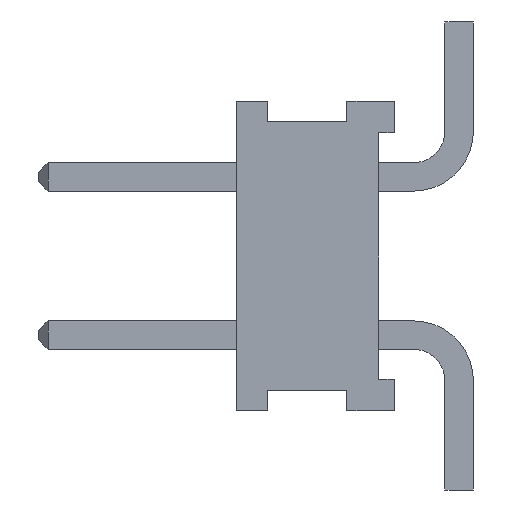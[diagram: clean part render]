
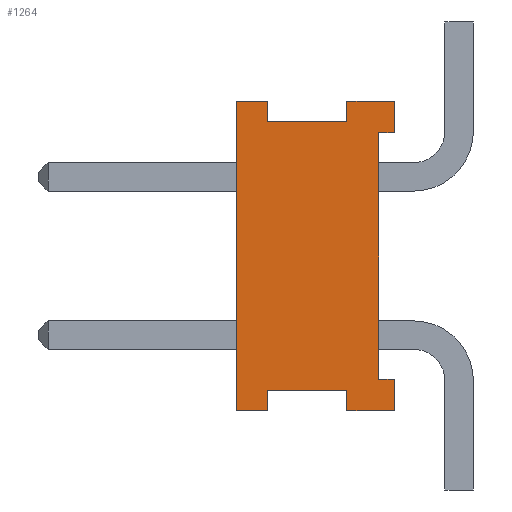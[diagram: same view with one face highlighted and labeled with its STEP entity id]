
A CAD part, left-side view. The second image highlights one B-rep face of the part: STEP entity #1264.
In plain terms, the highlighted planar face has unit normal (-1, 0, 0).
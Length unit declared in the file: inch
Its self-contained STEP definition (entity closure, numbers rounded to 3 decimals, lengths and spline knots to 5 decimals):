
#1264 = ADVANCED_FACE( '', ( #2632 ), #2633, .F. );
#2632 = FACE_OUTER_BOUND( '', #4042, .T. );
#2633 = PLANE( '', #4043 );
#4042 = EDGE_LOOP( '', ( #7736, #7737, #7738, #7739, #7740, #7741, #7742, #7743, #7744, #7745, #7746, #7747, #7748, #7749, #7750, #7751 ) );
#4043 = AXIS2_PLACEMENT_3D( '', #7752, #7753, #7754 );
#7736 = ORIENTED_EDGE( '', *, *, #9463, .T. );
#7737 = ORIENTED_EDGE( '', *, *, #9747, .F. );
#7738 = ORIENTED_EDGE( '', *, *, #9706, .F. );
#7739 = ORIENTED_EDGE( '', *, *, #9193, .F. );
#7740 = ORIENTED_EDGE( '', *, *, #9072, .T. );
#7741 = ORIENTED_EDGE( '', *, *, #9416, .T. );
#7742 = ORIENTED_EDGE( '', *, *, #9808, .F. );
#7743 = ORIENTED_EDGE( '', *, *, #8754, .F. );
#7744 = ORIENTED_EDGE( '', *, *, #8941, .F. );
#7745 = ORIENTED_EDGE( '', *, *, #9667, .T. );
#7746 = ORIENTED_EDGE( '', *, *, #9645, .F. );
#7747 = ORIENTED_EDGE( '', *, *, #9798, .F. );
#7748 = ORIENTED_EDGE( '', *, *, #9809, .F. );
#7749 = ORIENTED_EDGE( '', *, *, #9514, .F. );
#7750 = ORIENTED_EDGE( '', *, *, #9479, .F. );
#7751 = ORIENTED_EDGE( '', *, *, #8669, .F. );
#7752 = CARTESIAN_POINT( '', ( -0.25, 0.05, -0.098 ) );
#7753 = DIRECTION( '', ( 1., 0., 0. ) );
#7754 = DIRECTION( '', ( 0., 0., -1. ) );
#8669 = EDGE_CURVE( '', #10546, #10547, #10548, .T. );
#8754 = EDGE_CURVE( '', #10700, #10701, #10702, .T. );
#8941 = EDGE_CURVE( '', #11004, #10700, #11005, .T. );
#9072 = EDGE_CURVE( '', #11189, #11190, #11191, .T. );
#9193 = EDGE_CURVE( '', #11189, #11375, #11376, .T. );
#9416 = EDGE_CURVE( '', #11190, #11686, #11688, .T. );
#9463 = EDGE_CURVE( '', #10546, #11748, #11750, .T. );
#9479 = EDGE_CURVE( '', #10547, #11767, #11768, .T. );
#9514 = EDGE_CURVE( '', #11767, #11804, #11805, .T. );
#9645 = EDGE_CURVE( '', #11959, #11961, #11962, .T. );
#9667 = EDGE_CURVE( '', #11004, #11961, #11987, .T. );
#9706 = EDGE_CURVE( '', #11375, #12028, #12029, .T. );
#9747 = EDGE_CURVE( '', #12028, #11748, #12073, .T. );
#9798 = EDGE_CURVE( '', #12127, #11959, #12128, .T. );
#9808 = EDGE_CURVE( '', #10701, #11686, #12138, .T. );
#9809 = EDGE_CURVE( '', #11804, #12127, #12139, .T. );
#10546 = VERTEX_POINT( '', #13171 );
#10547 = VERTEX_POINT( '', #13172 );
#10548 = LINE( '', #13173, #13174 );
#10700 = VERTEX_POINT( '', #13404 );
#10701 = VERTEX_POINT( '', #13405 );
#10702 = LINE( '', #13406, #13407 );
#11004 = VERTEX_POINT( '', #13839 );
#11005 = LINE( '', #13840, #13841 );
#11189 = VERTEX_POINT( '', #14114 );
#11190 = VERTEX_POINT( '', #14115 );
#11191 = LINE( '', #14116, #14117 );
#11375 = VERTEX_POINT( '', #14398 );
#11376 = LINE( '', #14399, #14400 );
#11686 = VERTEX_POINT( '', #14868 );
#11688 = LINE( '', #14871, #14872 );
#11748 = VERTEX_POINT( '', #14961 );
#11750 = LINE( '', #14964, #14965 );
#11767 = VERTEX_POINT( '', #14989 );
#11768 = LINE( '', #14990, #14991 );
#11804 = VERTEX_POINT( '', #15045 );
#11805 = LINE( '', #15046, #15047 );
#11959 = VERTEX_POINT( '', #15273 );
#11961 = VERTEX_POINT( '', #15276 );
#11962 = LINE( '', #15277, #15278 );
#11987 = LINE( '', #15315, #15316 );
#12028 = VERTEX_POINT( '', #15371 );
#12029 = LINE( '', #15372, #15373 );
#12073 = LINE( '', #15433, #15434 );
#12127 = VERTEX_POINT( '', #15508 );
#12128 = LINE( '', #15509, #15510 );
#12138 = LINE( '', #15522, #15523 );
#12139 = LINE( '', #15524, #15525 );
#13171 = CARTESIAN_POINT( '', ( -0.25, 0.05, -0.098 ) );
#13172 = CARTESIAN_POINT( '', ( -0.25, 0.05, 0.098 ) );
#13173 = CARTESIAN_POINT( '', ( -0.25, 0.05, -0.098 ) );
#13174 = VECTOR( '', #15962, 39.37008 );
#13404 = CARTESIAN_POINT( '', ( -0.25, -0.04, 0.078 ) );
#13405 = CARTESIAN_POINT( '', ( -0.25, -0.04, -0.078 ) );
#13406 = CARTESIAN_POINT( '', ( -0.25, -0.04, 0.078 ) );
#13407 = VECTOR( '', #16047, 39.37008 );
#13839 = CARTESIAN_POINT( '', ( -0.25, -0.05, 0.078 ) );
#13840 = CARTESIAN_POINT( '', ( -0.25, -0.05, 0.078 ) );
#13841 = VECTOR( '', #16232, 39.37008 );
#14114 = CARTESIAN_POINT( '', ( -0.25, -0.02, -0.098 ) );
#14115 = CARTESIAN_POINT( '', ( -0.25, -0.05, -0.098 ) );
#14116 = CARTESIAN_POINT( '', ( -0.25, 0.05, -0.098 ) );
#14117 = VECTOR( '', #16337, 39.37008 );
#14398 = CARTESIAN_POINT( '', ( -0.25, -0.02, -0.085 ) );
#14399 = CARTESIAN_POINT( '', ( -0.25, -0.02, -0.098 ) );
#14400 = VECTOR( '', #16447, 39.37008 );
#14868 = CARTESIAN_POINT( '', ( -0.25, -0.05, -0.078 ) );
#14871 = CARTESIAN_POINT( '', ( -0.25, -0.05, -0.098 ) );
#14872 = VECTOR( '', #16637, 39.37008 );
#14961 = CARTESIAN_POINT( '', ( -0.25, 0.03, -0.098 ) );
#14964 = CARTESIAN_POINT( '', ( -0.25, 0.05, -0.098 ) );
#14965 = VECTOR( '', #16677, 39.37008 );
#14989 = CARTESIAN_POINT( '', ( -0.25, 0.03, 0.098 ) );
#14990 = CARTESIAN_POINT( '', ( -0.25, 0.05, 0.098 ) );
#14991 = VECTOR( '', #16685, 39.37008 );
#15045 = CARTESIAN_POINT( '', ( -0.25, 0.03, 0.085 ) );
#15046 = CARTESIAN_POINT( '', ( -0.25, 0.03, 0.098 ) );
#15047 = VECTOR( '', #16704, 39.37008 );
#15273 = CARTESIAN_POINT( '', ( -0.25, -0.02, 0.098 ) );
#15276 = CARTESIAN_POINT( '', ( -0.25, -0.05, 0.098 ) );
#15277 = CARTESIAN_POINT( '', ( -0.25, 0.05, 0.098 ) );
#15278 = VECTOR( '', #16817, 39.37008 );
#15315 = CARTESIAN_POINT( '', ( -0.25, -0.05, -0.098 ) );
#15316 = VECTOR( '', #16830, 39.37008 );
#15371 = CARTESIAN_POINT( '', ( -0.25, 0.03, -0.085 ) );
#15372 = CARTESIAN_POINT( '', ( -0.25, -0.02, -0.085 ) );
#15373 = VECTOR( '', #16854, 39.37008 );
#15433 = CARTESIAN_POINT( '', ( -0.25, 0.03, -0.085 ) );
#15434 = VECTOR( '', #16874, 39.37008 );
#15508 = CARTESIAN_POINT( '', ( -0.25, -0.02, 0.085 ) );
#15509 = CARTESIAN_POINT( '', ( -0.25, -0.02, 0.085 ) );
#15510 = VECTOR( '', #16898, 39.37008 );
#15522 = CARTESIAN_POINT( '', ( -0.25, -0.04, -0.078 ) );
#15523 = VECTOR( '', #16901, 39.37008 );
#15524 = CARTESIAN_POINT( '', ( -0.25, 0.03, 0.085 ) );
#15525 = VECTOR( '', #16902, 39.37008 );
#15962 = DIRECTION( '', ( 0., 0., 1. ) );
#16047 = DIRECTION( '', ( 0., 0., -1. ) );
#16232 = DIRECTION( '', ( 0., 1., 0. ) );
#16337 = DIRECTION( '', ( 0., -1., 0. ) );
#16447 = DIRECTION( '', ( 0., 0., 1. ) );
#16637 = DIRECTION( '', ( 0., 0., 1. ) );
#16677 = DIRECTION( '', ( 0., -1., 0. ) );
#16685 = DIRECTION( '', ( 0., -1., 0. ) );
#16704 = DIRECTION( '', ( 0., 0., -1. ) );
#16817 = DIRECTION( '', ( 0., -1., 0. ) );
#16830 = DIRECTION( '', ( 0., 0., 1. ) );
#16854 = DIRECTION( '', ( 0., 1., 0. ) );
#16874 = DIRECTION( '', ( 0., 0., -1. ) );
#16898 = DIRECTION( '', ( 0., 0., 1. ) );
#16901 = DIRECTION( '', ( 0., -1., 0. ) );
#16902 = DIRECTION( '', ( 0., -1., 0. ) );
